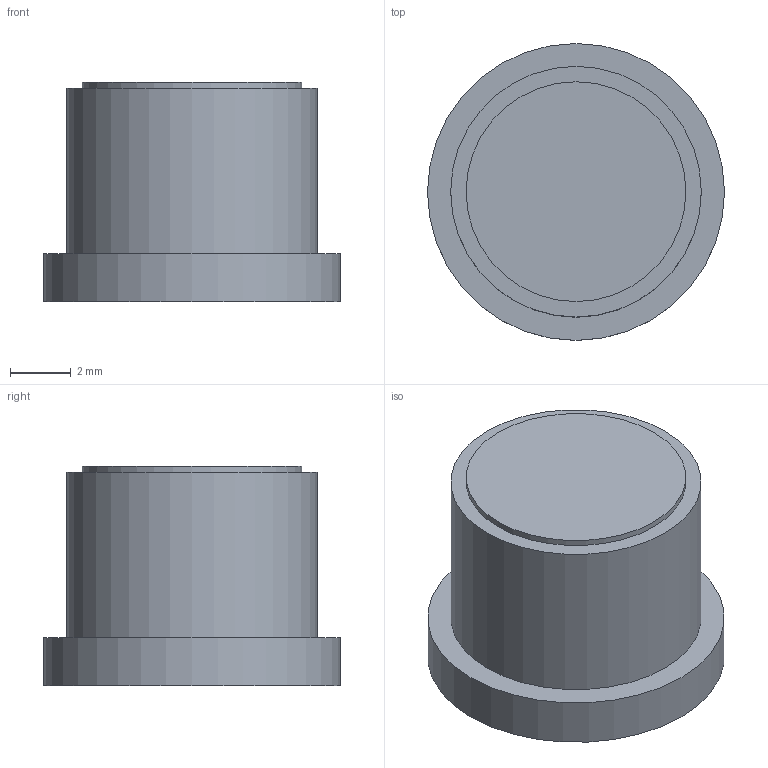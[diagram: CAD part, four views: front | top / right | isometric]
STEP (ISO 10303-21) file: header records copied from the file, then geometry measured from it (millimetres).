
FILE_DESCRIPTION(/* description */ (''),/* implementation_level */ '2;1');
FILE_NAME(/* name */ '2_Upper Instrument Panel/DLP/OH1A8A1A-28 - UFC Round Button.step',/* time_stamp */ '2019-12-04T10:01:15+01:00',/* author */ ('Balz Reber'),/* organization */ ('OpenHornet'),/* preprocessor_version */ 'ST-DEVELOPER v18',/* originating_system */ 'Autodesk Translation Framework v8.9.1.1155',/* authorisation */ '');
FILE_SCHEMA (('AUTOMOTIVE_DESIGN { 1 0 10303 214 3 1 1 }'));
Length unit declared in the file: millimetre
Products named in the file (2): UFC ROUND BUTTON LEGEND; UFC ROUND BUTTON v1
Assembly tree (1 placements, depth 2):
  UFC ROUND BUTTON LEGEND
    UFC ROUND BUTTON v1
Bounding box: 9.78 x 9.78 x 7.24 mm (x, y, z)
Volume: 413 mm3; surface area: 365.9 mm2
Topology: 1 solids, 1 shells, 9 faces, 16 edges, 12 vertices
Faces by surface type: plane 5, cylinder 4
Full cylindrical faces by diameter (mm): 1.181 x1, 7.239 x1, 8.255 x1, 9.779 x1
Entity records: 294 total; most frequent: DIRECTION 52, CARTESIAN_POINT 40, ORIENTED_EDGE 32, AXIS2_PLACEMENT_3D 24, EDGE_CURVE 16, EDGE_LOOP 12, CIRCLE 12, VERTEX_POINT 12
